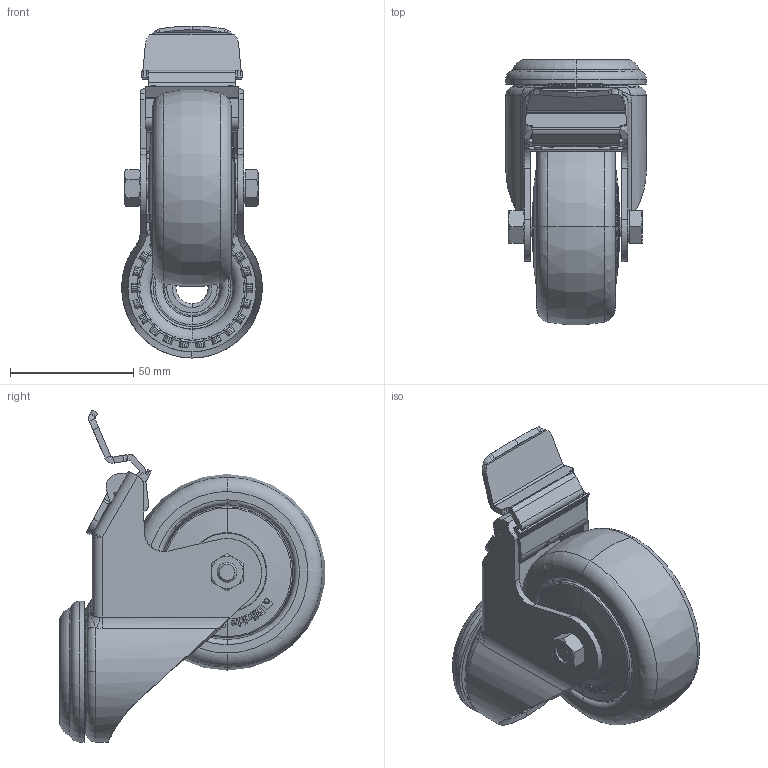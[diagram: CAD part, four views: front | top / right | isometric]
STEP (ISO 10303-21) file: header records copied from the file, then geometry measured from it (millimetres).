
FILE_DESCRIPTION (( 'STEP AP214' ), '1' );
FILE_NAME ('Accessories for aluminium profiles098S080UDN.step', '2016-10-19T13:14:05', ( '' ), ( '' ), 'SwSTEP 2.0', 'SolidWorks 2016', '' );
FILE_SCHEMA (( 'AUTOMOTIVE_DESIGN' ));
Length unit declared in the file: millimetre
Products named in the file (5): 098SR.u.Tab_098S080D; Accessories for aluminium profiles098S080UDN; PATH_80_8K-FK-744865_214_selction no pls; 4DIN931M08048MS01; 4DIN934M08M
Assembly tree (4 placements, depth 2):
  Accessories for aluminium profiles098S080UDN
    098SR.u.Tab_098S080D
    4DIN934M08M
    4DIN931M08048MS01
    PATH_80_8K-FK-744865_214_selction no pls
Bounding box: 57 x 107.54 x 134.57 mm (x, y, z)
Volume: 201237.2 mm3; surface area: 77078.8 mm2
Topology: 6 solids, 17 shells, 2701 faces, 7490 edges, 4874 vertices
Faces by surface type: plane 1187, bspline 765, cylinder 382, cone 206, torus 155, sphere 6
Entity records: 172351 total; most frequent: CARTESIAN_POINT 82760, ORIENTED_EDGE 14956, DIRECTION 8710, EDGE_CURVE 7478, VERTEX_POINT 4870, B_SPLINE_CURVE_WITH_KNOTS 3341, VECTOR 3316, LINE 3316
